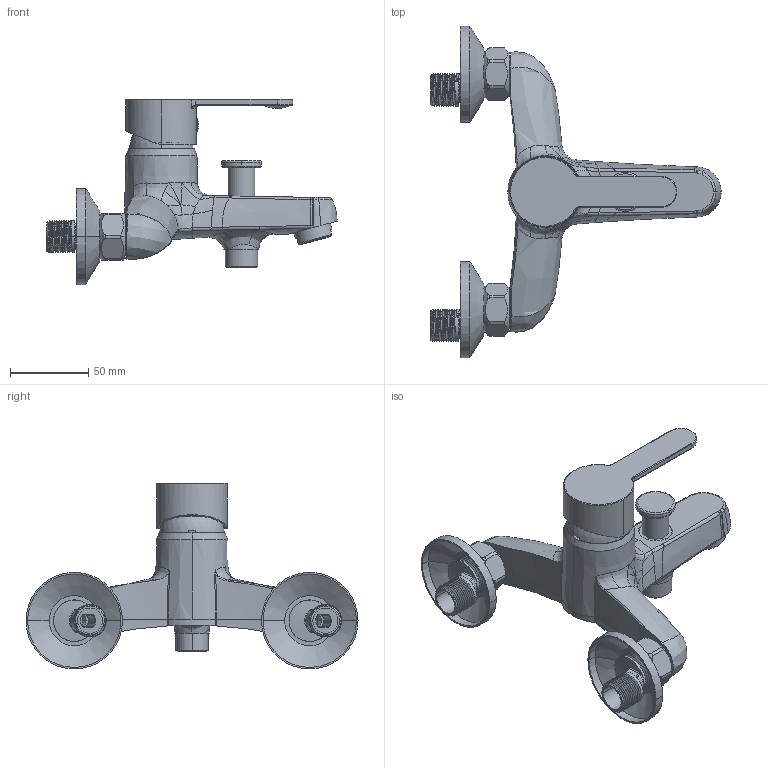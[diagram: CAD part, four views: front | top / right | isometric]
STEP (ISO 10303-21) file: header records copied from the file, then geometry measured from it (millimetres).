
FILE_DESCRIPTION((''),'2;1');
FILE_NAME('SIMPLE_LINES_EXPOSED_BATH_MIXER_ASM','2018-08-23T',('10114256'),(''),'CREO PARAMETRIC BY PTC INC, 2014440','CREO PARAMETRIC BY PTC INC, 2014440','');
FILE_SCHEMA(('CONFIG_CONTROL_DESIGN'));
Products named in the file (36): 1580027150; 1581012050_AF0; 1580430699_AF0; 1581442899_AF0; 1581172999_AF0; 1581442799_AF0; 1582221699_AF0; 1580302750_AF0; 1581601899_AF0; 1581602199_AF0; 1581213499_AF0; 1581213499_AF1; 1581212799_AF0; 1581210599_AF0; 1586014250_ASM; 1581020150; 1585000399; 1581171499; 1585001899_ASM; 158B950189_BODY; 158B950189_PIVOT; 158B950189_WASHER; 158B950189_ASM; 1580660099; 1580743950; 1581650350; 1580960444; 158A917376; 1590463399; 1581212699; 158A913204; 1590488250; 1570022799_MC; 1570722650; CONNECT-SMALL_ASM; SIMPLE_LINES_EXPOSED_BATH_MIXER_ASM
Assembly tree (37 placements, depth 3):
  SIMPLE_LINES_EXPOSED_BATH_MIXER_ASM
    1580027150
    1586014250_ASM
      1581012050_AF0
      1580430699_AF0
      1581442899_AF0
      1581172999_AF0
      1581442799_AF0
      1582221699_AF0
      1580302750_AF0
      1581601899_AF0
      1581602199_AF0
      1581213499_AF0
      1581213499_AF1
      1581212799_AF0
      1581210599_AF0
    1585001899_ASM
      1581020150
      1585000399
      1581171499
    158B950189_ASM
      158B950189_BODY
      158B950189_PIVOT
      158B950189_WASHER  x2
    1580660099
    1580743950
    1581650350
    1580960444
    158A917376
    CONNECT-SMALL_ASM  x2
      1590463399
      1581212699
      158A913204
      1590488250
      1570022799_MC
      1570722650
Bounding box: 184.9 x 211.5 x 118.45 mm (x, y, z)
Volume: 227049.5 mm3; surface area: 159735.4 mm2
Topology: 38 solids, 39 shells, 2658 faces, 6683 edges, 4146 vertices
Faces by surface type: plane 1023, bspline 634, cylinder 562, torus 184, cone 178, sphere 74, extrusion 3
Entity records: 107003 total; most frequent: CARTESIAN_POINT 52730, ORIENTED_EDGE 11990, DIRECTION 10034, EDGE_CURVE 5995, VERTEX_POINT 3734, AXIS2_PLACEMENT_3D 3603, VECTOR 2828, LINE 2825
